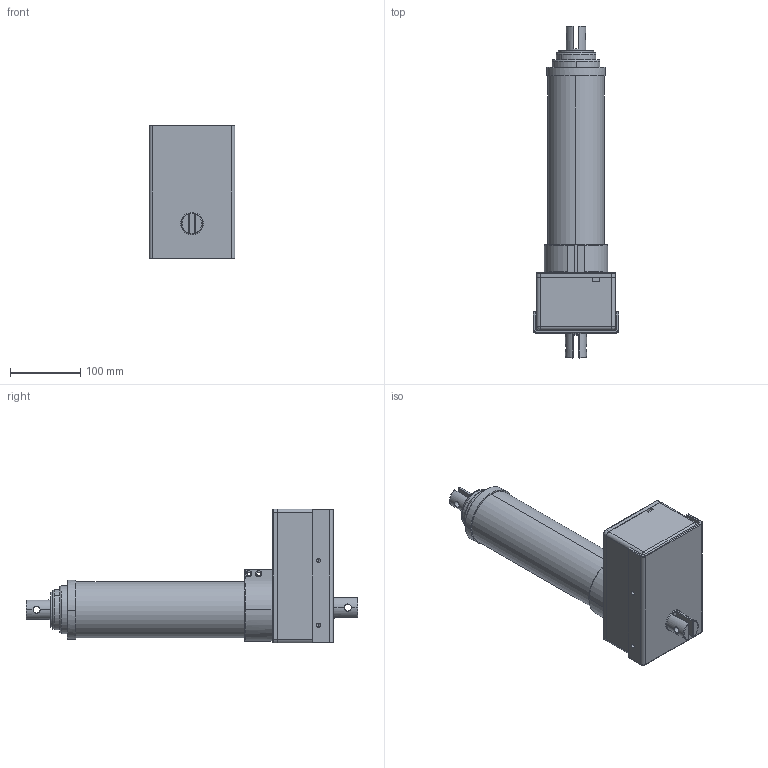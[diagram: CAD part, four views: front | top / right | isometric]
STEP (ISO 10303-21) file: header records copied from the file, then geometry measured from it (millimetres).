
FILE_DESCRIPTION (( 'STEP AP203' ), '1' );
FILE_NAME ('PA-TS1_12.STEP', '2023-08-11T00:33:31', ( '' ), ( '' ), 'SwSTEP 2.0', 'SolidWorks 2018', '' );
FILE_SCHEMA (( 'CONFIG_CONTROL_DESIGN' ));
Length unit declared in the file: millimetre
Products named in the file (8): PA-TS1 Rod End Mount V2; PA-TS1 Tube 2; PA-TS1 Base; PA-TS1 Motor End Mount; PA-TS1 Tube 1; PA-TS1_12; PA-TS1 Tube 3; PA-TS1 Tube Base
Assembly tree (7 placements, depth 2):
  PA-TS1_12
    PA-TS1 Base
    PA-TS1 Tube Base
    PA-TS1 Tube 1
    PA-TS1 Tube 2
    PA-TS1 Tube 3
    PA-TS1 Rod End Mount V2
    PA-TS1 Motor End Mount
Bounding box: 122 x 472.31 x 190 mm (x, y, z)
Volume: 5190082.5 mm3; surface area: 430665.1 mm2
Topology: 7 solids, 8 shells, 565 faces, 1503 edges, 956 vertices
Faces by surface type: cylinder 351, plane 93, bspline 64, torus 25, cone 22, sphere 10
Entity records: 58880 total; most frequent: CARTESIAN_POINT 45832, ORIENTED_EDGE 2966, DIRECTION 1983, EDGE_CURVE 1483, VERTEX_POINT 954, AXIS2_PLACEMENT_3D 816, B_SPLINE_CURVE_WITH_KNOTS 643, EDGE_LOOP 619
